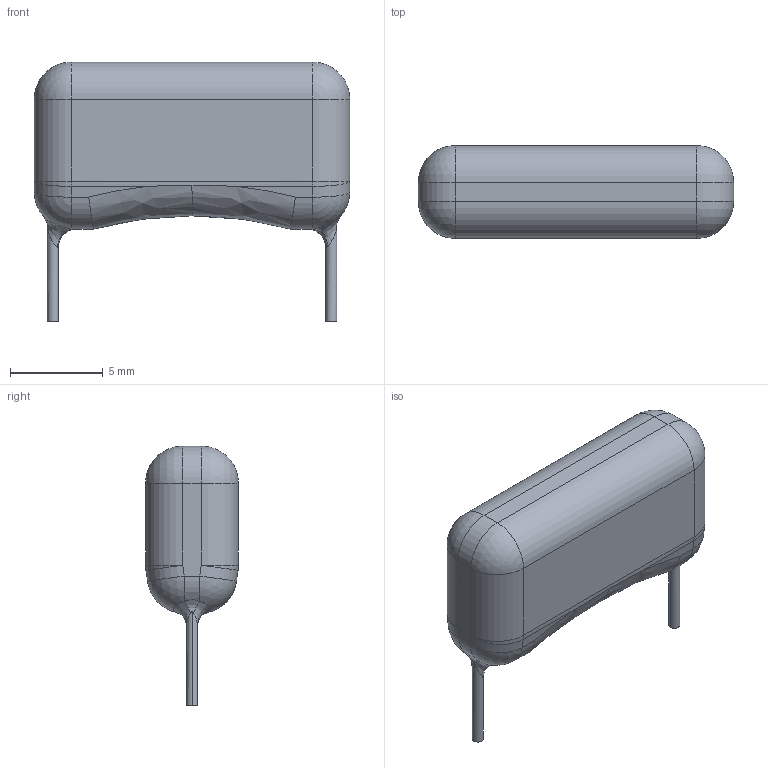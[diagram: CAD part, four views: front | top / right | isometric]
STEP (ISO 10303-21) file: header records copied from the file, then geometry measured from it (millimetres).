
FILE_DESCRIPTION (( 'STEP AP214' ), '1' );
FILE_NAME ('CAP-TH-CBB-L17x5x9-P15-D0_8.STEP', '2025-10-11T10:55:39', ( '' ), ( '' ), 'SwSTEP 2.0', 'SolidWorks 2020', '' );
FILE_SCHEMA (( 'AUTOMOTIVE_DESIGN' ));
Length unit declared in the file: millimetre
Products named in the file (2): CAP-TH-CBB-L17x5x9-P15-D0_8; CAP-TH_L17.0-W5.0-P15.00-W0.6~CAP-TH_L17.0-W5.0-P15.00-W0.6~Gg6Q.step
Assembly tree (1 placements, depth 2):
  CAP-TH-CBB-L17x5x9-P15-D0_8
    CAP-TH_L17.0-W5.0-P15.00-W0.6~CAP-TH_L17.0-W5.0-P15.00-W0.6~Gg6Q.step
Bounding box: 17 x 5 x 14 mm (x, y, z)
Volume: 644.7 mm3; surface area: 463 mm2
Topology: 1 solids, 1 shells, 290 faces, 770 edges, 493 vertices
Faces by surface type: plane 139, bspline 111, cylinder 25, sphere 12, torus 3
Entity records: 10064 total; most frequent: CARTESIAN_POINT 3630, ORIENTED_EDGE 1524, DIRECTION 949, EDGE_CURVE 762, VERTEX_POINT 493, LINE 461, VECTOR 461, EDGE_LOOP 309
